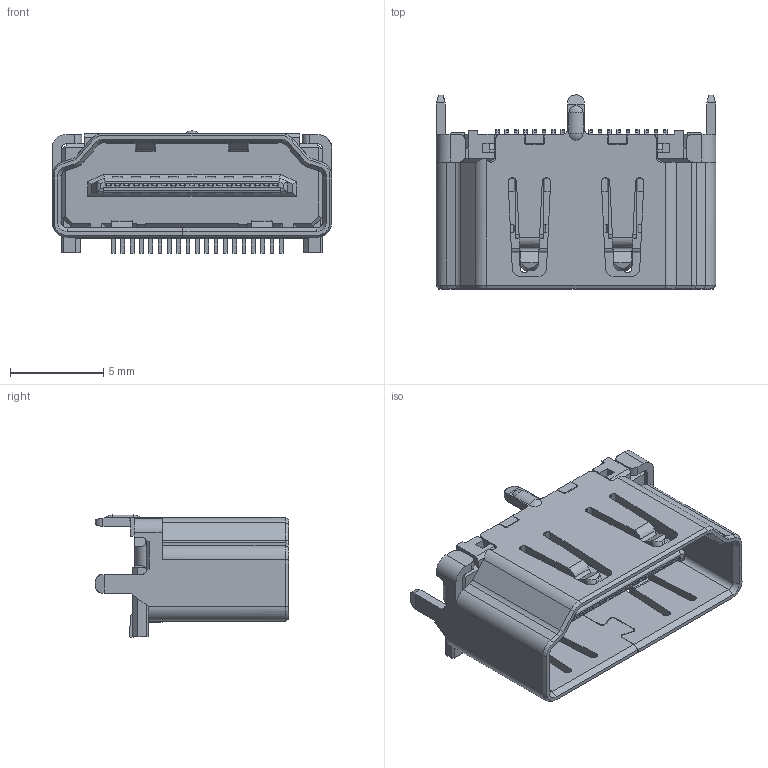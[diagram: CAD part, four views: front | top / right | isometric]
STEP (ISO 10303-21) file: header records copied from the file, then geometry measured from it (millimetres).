
FILE_DESCRIPTION(/* description */ (''),/* implementation_level */ '2;1');
FILE_NAME(/* name */ '476591101wbm000_01_214.stp',/* time_stamp */ '2024-11-27T15:34:54+05:00',/* author */ (''),/* organization */ (''),/* preprocessor_version */ 'ST-DEVELOPER v16.7',/* originating_system */ 'SIEMENS PLM Software NX 1919',/* authorisation */ '');
FILE_SCHEMA (('AUTOMOTIVE_DESIGN { 1 0 10303 214 3 1 1 1 }'));
Length unit declared in the file: millimetre
Products named in the file (1): 476591101wbm000_01
Bounding box: 15 x 10.4 x 6.56 mm (x, y, z)
Volume: 256.7 mm3; surface area: 1092.7 mm2
Topology: 1 solids, 1 shells, 1363 faces, 3896 edges, 2653 vertices
Faces by surface type: plane 1043, cylinder 280, cone 20, bspline 16, sphere 4
Full cylindrical faces by diameter (mm): 1.6 x1
Entity records: 46566 total; most frequent: CARTESIAN_POINT 11507, ORIENTED_EDGE 7632, DIRECTION 6364, EDGE_CURVE 3816, LINE 3188, VECTOR 3188, VERTEX_POINT 2497, AXIS2_PLACEMENT_3D 1588
